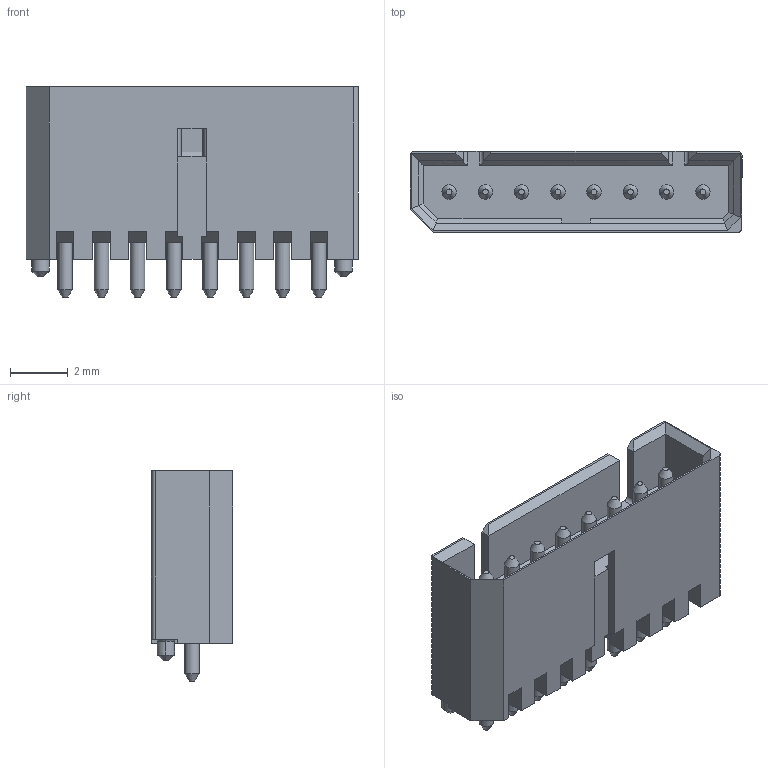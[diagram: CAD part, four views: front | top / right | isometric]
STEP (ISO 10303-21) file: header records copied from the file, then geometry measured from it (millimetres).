
FILE_DESCRIPTION( ('This file contains a STEP AP42 implementation' ,'as created by ZW3D STEP Interface translator.') ,'2;1' );
FILE_NAME( '3652-P008-059SMR04.stp' ,'241017.144139', (''), ('ZWCAD Software Co.'), 'Version 1.0', 'ZW3D to STEP translator', '' );
FILE_SCHEMA(('AUTOMOTIVE_DESIGN { 1 0 10303 214 1 1 1 1 }'));
Length unit declared in the file: millimetre
Products named in the file (4): 0; 3652-P008-059SMR04; 3652-P010-H_3_2; T3652-S_4
Assembly tree (9 placements, depth 2):
  0
  3652-P008-059SMR04
    3652-P010-H_3_2
    T3652-S_4  x8
Bounding box: 11.45 x 2.8 x 7.25 mm (x, y, z)
Volume: 125.1 mm3; surface area: 421 mm2
Topology: 9 solids, 9 shells, 277 faces, 667 edges, 406 vertices
Faces by surface type: plane 186, cone 36, cylinder 32, bspline 23
Full cylindrical faces by diameter (mm): 0.5 x8
Entity records: 10131 total; most frequent: CARTESIAN_POINT 3984, ORIENTED_EDGE 1236, DIRECTION 1151, EDGE_CURVE 618, VECTOR 487, LINE 487, VERTEX_POINT 378, AXIS2_PLACEMENT_3D 332
